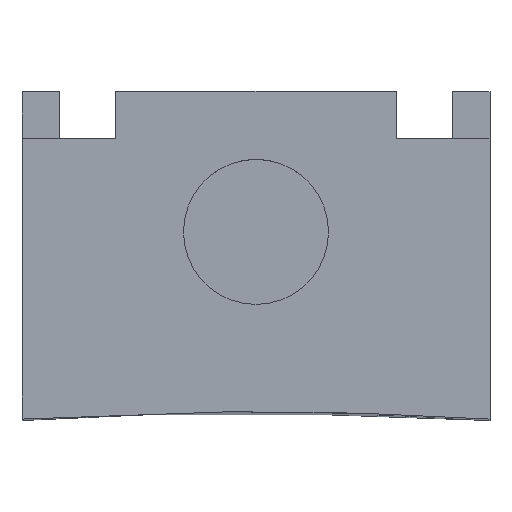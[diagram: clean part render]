
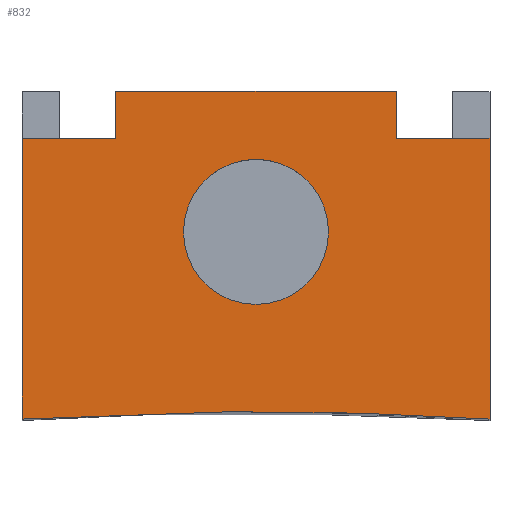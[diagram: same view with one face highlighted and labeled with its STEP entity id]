
A CAD part, top view. The second image highlights one B-rep face of the part: STEP entity #832.
In plain terms, the highlighted planar face has unit normal (0, 0, 1).
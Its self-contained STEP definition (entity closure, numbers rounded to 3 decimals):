
#15=(
BOUNDED_CURVE()
B_SPLINE_CURVE(5,(#1702,#1703,#1704,#1705,#1706,#1707,#1708,#1709,#1710),
 .UNSPECIFIED.,.F.,.F.)
B_SPLINE_CURVE_WITH_KNOTS((6,1,1,1,6),(0.321,0.4,0.5,0.6,0.679),
 .UNSPECIFIED.)
CURVE()
GEOMETRIC_REPRESENTATION_ITEM()
RATIONAL_B_SPLINE_CURVE((1.,1.,1.,1.,1.,1.,1.,1.,1.))
REPRESENTATION_ITEM('')
);
#36=CIRCLE('',#878,7.75);
#45=FACE_BOUND('',#134,.T.);
#86=FACE_OUTER_BOUND('',#133,.T.);
#133=EDGE_LOOP('',(#731,#732,#733,#734,#735,#736,#737,#738));
#134=EDGE_LOOP('',(#739));
#173=LINE('',#1135,#272);
#177=LINE('',#1143,#276);
#193=LINE('',#1177,#292);
#196=LINE('',#1183,#295);
#216=LINE('',#1223,#315);
#232=LINE('',#1252,#331);
#235=LINE('',#1258,#334);
#272=VECTOR('',#934,10.);
#276=VECTOR('',#940,10.);
#292=VECTOR('',#964,10.);
#295=VECTOR('',#969,10.);
#315=VECTOR('',#999,10.);
#331=VECTOR('',#1025,10.);
#334=VECTOR('',#1034,10.);
#362=VERTEX_POINT('',#1132);
#363=VERTEX_POINT('',#1134);
#366=VERTEX_POINT('',#1142);
#379=VERTEX_POINT('',#1174);
#380=VERTEX_POINT('',#1176);
#382=VERTEX_POINT('',#1182);
#397=VERTEX_POINT('',#1222);
#405=VERTEX_POINT('',#1250);
#418=VERTEX_POINT('',#1712);
#449=EDGE_CURVE('',#363,#362,#173,.T.);
#453=EDGE_CURVE('',#366,#363,#177,.T.);
#469=EDGE_CURVE('',#380,#379,#193,.T.);
#472=EDGE_CURVE('',#382,#380,#196,.T.);
#492=EDGE_CURVE('',#397,#382,#216,.T.);
#509=EDGE_CURVE('',#405,#362,#232,.T.);
#512=EDGE_CURVE('',#366,#379,#235,.T.);
#530=EDGE_CURVE('',#405,#397,#15,.T.);
#531=EDGE_CURVE('',#418,#418,#36,.T.);
#731=ORIENTED_EDGE('',*,*,#449,.T.);
#732=ORIENTED_EDGE('',*,*,#509,.F.);
#733=ORIENTED_EDGE('',*,*,#530,.T.);
#734=ORIENTED_EDGE('',*,*,#492,.T.);
#735=ORIENTED_EDGE('',*,*,#472,.T.);
#736=ORIENTED_EDGE('',*,*,#469,.T.);
#737=ORIENTED_EDGE('',*,*,#512,.F.);
#738=ORIENTED_EDGE('',*,*,#453,.T.);
#739=ORIENTED_EDGE('',*,*,#531,.T.);
#794=PLANE('',#877);
#832=ADVANCED_FACE('',(#86,#45),#794,.T.);
#877=AXIS2_PLACEMENT_3D('',#1711,#1059,#1060);
#878=AXIS2_PLACEMENT_3D('',#1713,#1061,#1062);
#934=DIRECTION('',(-1.,0.,0.));
#940=DIRECTION('',(0.,-1.,0.));
#964=DIRECTION('',(0.,1.,0.));
#969=DIRECTION('',(-1.,0.,0.));
#999=DIRECTION('',(0.,1.,0.));
#1025=DIRECTION('',(0.,1.,0.));
#1034=DIRECTION('',(1.,0.,0.));
#1059=DIRECTION('center_axis',(0.,0.,1.));
#1060=DIRECTION('ref_axis',(1.,0.,0.));
#1061=DIRECTION('center_axis',(0.,0.,-1.));
#1062=DIRECTION('ref_axis',(-1.,0.,0.));
#1132=CARTESIAN_POINT('',(-20.,5.,26.));
#1134=CARTESIAN_POINT('',(-10.,5.,26.));
#1135=CARTESIAN_POINT('',(-17.5,5.,26.));
#1142=CARTESIAN_POINT('',(-10.,10.,26.));
#1143=CARTESIAN_POINT('',(-10.,5.,26.));
#1174=CARTESIAN_POINT('',(20.,10.,26.));
#1176=CARTESIAN_POINT('',(20.,5.,26.));
#1177=CARTESIAN_POINT('',(20.,5.,26.));
#1182=CARTESIAN_POINT('',(30.,5.,26.));
#1183=CARTESIAN_POINT('',(2.5,5.,26.));
#1222=CARTESIAN_POINT('',(30.,-25.,26.));
#1223=CARTESIAN_POINT('',(30.,0.,26.));
#1250=CARTESIAN_POINT('',(-20.,-25.,26.));
#1252=CARTESIAN_POINT('',(-20.,0.,26.));
#1258=CARTESIAN_POINT('',(-8.875,10.,26.));
#1702=CARTESIAN_POINT('Ctrl Pts',(-20.,-25.,26.));
#1703=CARTESIAN_POINT('Ctrl Pts',(-17.8,-24.863,26.));
#1704=CARTESIAN_POINT('Ctrl Pts',(-12.8,-24.583,26.));
#1705=CARTESIAN_POINT('Ctrl Pts',(-5.,-24.265,26.));
#1706=CARTESIAN_POINT('Ctrl Pts',(5.,-24.102,26.));
#1707=CARTESIAN_POINT('Ctrl Pts',(15.,-24.265,26.));
#1708=CARTESIAN_POINT('Ctrl Pts',(22.8,-24.583,26.));
#1709=CARTESIAN_POINT('Ctrl Pts',(27.8,-24.863,26.));
#1710=CARTESIAN_POINT('Ctrl Pts',(30.,-25.,26.));
#1711=CARTESIAN_POINT('Origin',(-20.,0.,26.));
#1712=CARTESIAN_POINT('',(12.75,-5.,26.));
#1713=CARTESIAN_POINT('Origin',(5.,-5.,26.));
